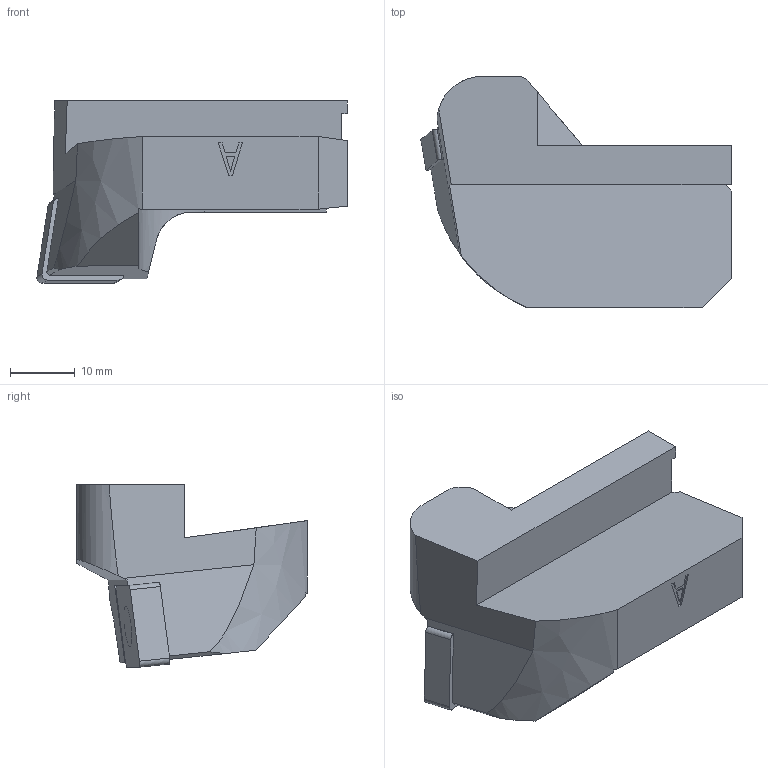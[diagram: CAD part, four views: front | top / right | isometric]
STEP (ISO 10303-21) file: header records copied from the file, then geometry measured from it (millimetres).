
FILE_DESCRIPTION(/* description */ (''),/* implementation_level */ '2;1');
FILE_NAME(/* name */ '1544795752538.stp',/* time_stamp */ '2018-12-14T14:56:09+01:00',/* author */ (''),/* organization */ ('SMS'),/* preprocessor_version */ 'ST-DEVELOPER v15',/* originating_system */ 'SIEMENS PLM Software NX 8.5',/* authorisation */ '');
FILE_SCHEMA (('AUTOMOTIVE_DESIGN { 1 0 10303 214 3 1 1 1 }'));
Length unit declared in the file: millimetre
Products named in the file (4): 202023365mod000_00; 202023292mod000_00; ASSEMBLY_CONSTRUCTION; 202023603mod000_00
Assembly tree (3 placements, depth 2):
  202023603mod000_00
    ASSEMBLY_CONSTRUCTION
    202023292mod000_00
    202023365mod000_00
Bounding box: 47.99 x 35.7 x 28.2 mm (x, y, z)
Volume: 16709.8 mm3; surface area: 6036.6 mm2
Topology: 2 solids, 2 shells, 70 faces, 182 edges, 125 vertices
Faces by surface type: plane 48, cylinder 11, torus 4, cone 4, extrusion 3
Full cylindrical faces by diameter (mm): 4.6 x2
Entity records: 2324 total; most frequent: CARTESIAN_POINT 512, ORIENTED_EDGE 342, DIRECTION 329, EDGE_CURVE 171, VERTEX_POINT 118, AXIS2_PLACEMENT_3D 110, VECTOR 109, LINE 106
